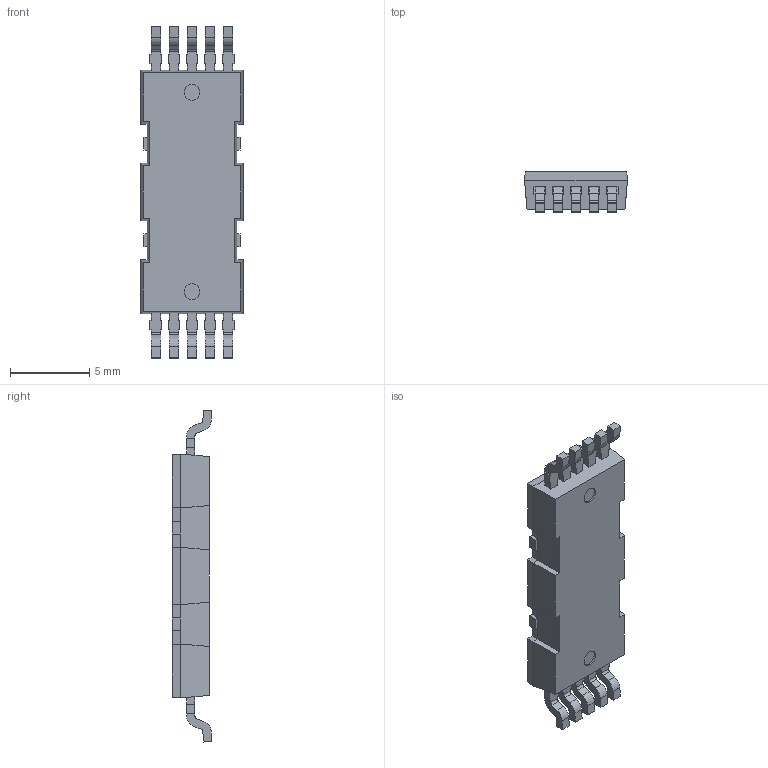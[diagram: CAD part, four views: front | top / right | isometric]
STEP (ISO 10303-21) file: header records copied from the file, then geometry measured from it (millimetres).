
FILE_DESCRIPTION (( 'STEP AP214' ), '1' );
FILE_NAME ('IPDD60R080G7XTMA1.STEP', '2018-12-28T12:05:56', ( '' ), ( '' ), 'SwSTEP 2.0', 'SolidWorks 2017', '' );
FILE_SCHEMA (( 'AUTOMOTIVE_DESIGN' ));
Length unit declared in the file: millimetre
Products named in the file (1): IPDD60R080G7XTMA1
Bounding box: 6.5 x 2.5 x 20.96 mm (x, y, z)
Volume: 229.4 mm3; surface area: 526.9 mm2
Topology: 12 solids, 12 shells, 348 faces, 946 edges, 624 vertices
Faces by surface type: plane 304, cylinder 44
Entity records: 10931 total; most frequent: CARTESIAN_POINT 1919, ORIENTED_EDGE 1892, DIRECTION 1732, EDGE_CURVE 946, LINE 858, VECTOR 858, VERTEX_POINT 624, AXIS2_PLACEMENT_3D 437
